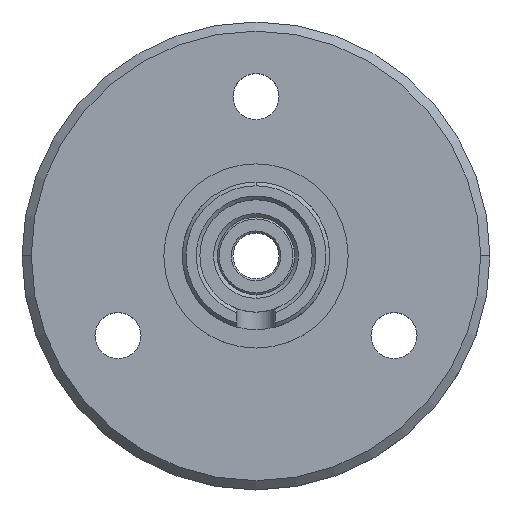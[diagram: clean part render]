
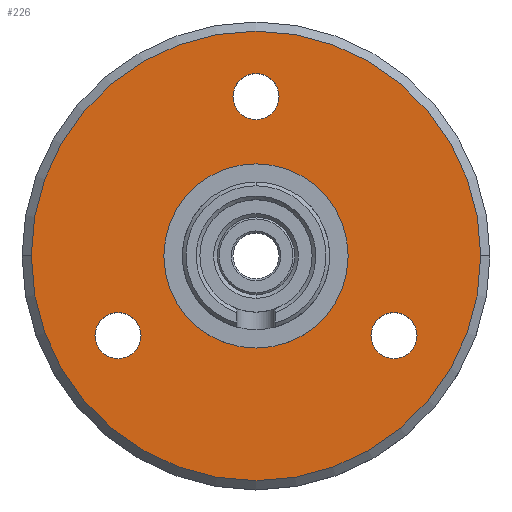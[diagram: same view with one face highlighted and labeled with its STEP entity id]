
A CAD part, top view. The second image highlights one B-rep face of the part: STEP entity #226.
In plain terms, the highlighted planar face has unit normal (0, 0, 1).
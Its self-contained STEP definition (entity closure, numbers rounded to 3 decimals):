
#14 = DIRECTION ( 'NONE',  ( 1., 0., 0. ) ) ;
#20 = CIRCLE ( 'NONE', #261, 1.25 ) ;
#23 = AXIS2_PLACEMENT_3D ( 'NONE', #1013, #1009, #989 ) ;
#24 = DIRECTION ( 'NONE',  ( 0., 0., 1. ) ) ;
#55 = CIRCLE ( 'NONE', #497, 1.25 ) ;
#57 = CARTESIAN_POINT ( 'NONE',  ( 11.045, -3.462, 27.2 ) ) ;
#59 = CARTESIAN_POINT ( 'NONE',  ( 3.554, 0.863, 27.2 ) ) ;
#102 = DIRECTION ( 'NONE',  ( -0.5, -0.866, 0. ) ) ;
#120 = DIRECTION ( 'NONE',  ( 0., 0., 1. ) ) ;
#122 = CIRCLE ( 'NONE', #1102, 12.2 ) ;
#131 = CARTESIAN_POINT ( 'NONE',  ( 11.045, -3.462, 27.2 ) ) ;
#134 = CARTESIAN_POINT ( 'NONE',  ( -5.187, -3.462, 27.2 ) ) ;
#196 = CIRCLE ( 'NONE', #1220, 1.25 ) ;
#198 = CIRCLE ( 'NONE', #1236, 1.25 ) ;
#207 = EDGE_LOOP ( 'NONE', ( #640, #1350 ) ) ;
#226 = ADVANCED_FACE ( 'NONE', ( #1637, #958, #275, #923, #617 ), #1050, .T. ) ;
#243 = VERTEX_POINT ( 'NONE', #1114 ) ;
#261 = AXIS2_PLACEMENT_3D ( 'NONE', #131, #120, #102 ) ;
#263 = EDGE_CURVE ( 'NONE', #1180, #952, #196, .T. ) ;
#275 = FACE_BOUND ( 'NONE', #1002, .T. ) ;
#337 = VERTEX_POINT ( 'NONE', #1217 ) ;
#360 = DIRECTION ( 'NONE',  ( 1., 0., 0. ) ) ;
#378 = ORIENTED_EDGE ( 'NONE', *, *, #1229, .T. ) ;
#412 = ORIENTED_EDGE ( 'NONE', *, *, #448, .F. ) ;
#446 = VERTEX_POINT ( 'NONE', #134 ) ;
#448 = EDGE_CURVE ( 'NONE', #977, #337, #560, .T. ) ;
#497 = AXIS2_PLACEMENT_3D ( 'NONE', #847, #1103, #1518 ) ;
#498 = CARTESIAN_POINT ( 'NONE',  ( 3.554, 0.863, 27.2 ) ) ;
#521 = VERTEX_POINT ( 'NONE', #1011 ) ;
#523 = DIRECTION ( 'NONE',  ( 1., 0., 0. ) ) ;
#546 = DIRECTION ( 'NONE',  ( 0., 0., 1. ) ) ;
#560 = CIRCLE ( 'NONE', #647, 4. ) ;
#566 = CARTESIAN_POINT ( 'NONE',  ( 12.295, -3.462, 27.2 ) ) ;
#612 = EDGE_CURVE ( 'NONE', #952, #1180, #20, .T. ) ;
#617 = FACE_BOUND ( 'NONE', #907, .T. ) ;
#635 = CARTESIAN_POINT ( 'NONE',  ( 7.554, 0.863, 27.2 ) ) ;
#640 = ORIENTED_EDGE ( 'NONE', *, *, #735, .F. ) ;
#647 = AXIS2_PLACEMENT_3D ( 'NONE', #498, #1041, #360 ) ;
#674 = CARTESIAN_POINT ( 'NONE',  ( 3.554, 9.513, 27.2 ) ) ;
#679 = ORIENTED_EDGE ( 'NONE', *, *, #612, .F. ) ;
#717 = ORIENTED_EDGE ( 'NONE', *, *, #986, .T. ) ;
#735 = EDGE_CURVE ( 'NONE', #243, #446, #198, .T. ) ;
#758 = VERTEX_POINT ( 'NONE', #822 ) ;
#792 = CARTESIAN_POINT ( 'NONE',  ( 4.804, 9.513, 27.2 ) ) ;
#794 = DIRECTION ( 'NONE',  ( 0., 0., 1. ) ) ;
#796 = AXIS2_PLACEMENT_3D ( 'NONE', #918, #794, #523 ) ;
#822 = CARTESIAN_POINT ( 'NONE',  ( -8.646, 0.863, 27.2 ) ) ;
#847 = CARTESIAN_POINT ( 'NONE',  ( -3.937, -3.462, 27.2 ) ) ;
#907 = EDGE_LOOP ( 'NONE', ( #1064, #412 ) ) ;
#913 = DIRECTION ( 'NONE',  ( 1., 0., 0. ) ) ;
#918 = CARTESIAN_POINT ( 'NONE',  ( 3.554, 0.863, 27.2 ) ) ;
#923 = FACE_OUTER_BOUND ( 'NONE', #1016, .T. ) ;
#929 = AXIS2_PLACEMENT_3D ( 'NONE', #674, #546, #1584 ) ;
#951 = VERTEX_POINT ( 'NONE', #792 ) ;
#952 = VERTEX_POINT ( 'NONE', #1069 ) ;
#953 = CARTESIAN_POINT ( 'NONE',  ( 3.554, 0.863, 27.2 ) ) ;
#958 = FACE_BOUND ( 'NONE', #1575, .T. ) ;
#969 = EDGE_CURVE ( 'NONE', #951, #521, #1597, .T. ) ;
#977 = VERTEX_POINT ( 'NONE', #635 ) ;
#986 = EDGE_CURVE ( 'NONE', #1683, #758, #122, .T. ) ;
#989 = DIRECTION ( 'NONE',  ( 1., 0., 0. ) ) ;
#998 = AXIS2_PLACEMENT_3D ( 'NONE', #59, #24, #14 ) ;
#1002 = EDGE_LOOP ( 'NONE', ( #1017, #1384 ) ) ;
#1009 = DIRECTION ( 'NONE',  ( 0., 0., 1. ) ) ;
#1011 = CARTESIAN_POINT ( 'NONE',  ( 2.304, 9.513, 27.2 ) ) ;
#1013 = CARTESIAN_POINT ( 'NONE',  ( 3.554, 9.513, 27.2 ) ) ;
#1015 = DIRECTION ( 'NONE',  ( -0.5, 0.866, 0. ) ) ;
#1016 = EDGE_LOOP ( 'NONE', ( #378, #717 ) ) ;
#1017 = ORIENTED_EDGE ( 'NONE', *, *, #969, .F. ) ;
#1041 = DIRECTION ( 'NONE',  ( 0., 0., 1. ) ) ;
#1050 = PLANE ( 'NONE',  #1121 ) ;
#1064 = ORIENTED_EDGE ( 'NONE', *, *, #1375, .F. ) ;
#1069 = CARTESIAN_POINT ( 'NONE',  ( 9.795, -3.462, 27.2 ) ) ;
#1102 = AXIS2_PLACEMENT_3D ( 'NONE', #953, #1166, #913 ) ;
#1103 = DIRECTION ( 'NONE',  ( 0., 0., 1. ) ) ;
#1111 = CARTESIAN_POINT ( 'NONE',  ( 15.754, 0.863, 27.2 ) ) ;
#1114 = CARTESIAN_POINT ( 'NONE',  ( -2.687, -3.462, 27.2 ) ) ;
#1121 = AXIS2_PLACEMENT_3D ( 'NONE', #1626, #1235, #1497 ) ;
#1166 = DIRECTION ( 'NONE',  ( 0., 0., 1. ) ) ;
#1180 = VERTEX_POINT ( 'NONE', #566 ) ;
#1208 = CIRCLE ( 'NONE', #796, 4. ) ;
#1210 = CARTESIAN_POINT ( 'NONE',  ( -3.937, -3.462, 27.2 ) ) ;
#1215 = DIRECTION ( 'NONE',  ( 0., 0., 1. ) ) ;
#1217 = CARTESIAN_POINT ( 'NONE',  ( -0.446, 0.863, 27.2 ) ) ;
#1220 = AXIS2_PLACEMENT_3D ( 'NONE', #57, #1223, #1663 ) ;
#1223 = DIRECTION ( 'NONE',  ( 0., 0., 1. ) ) ;
#1229 = EDGE_CURVE ( 'NONE', #758, #1683, #1413, .T. ) ;
#1235 = DIRECTION ( 'NONE',  ( 0., 0., 1. ) ) ;
#1236 = AXIS2_PLACEMENT_3D ( 'NONE', #1210, #1215, #1015 ) ;
#1287 = EDGE_CURVE ( 'NONE', #521, #951, #1645, .T. ) ;
#1350 = ORIENTED_EDGE ( 'NONE', *, *, #1553, .F. ) ;
#1375 = EDGE_CURVE ( 'NONE', #337, #977, #1208, .T. ) ;
#1384 = ORIENTED_EDGE ( 'NONE', *, *, #1287, .F. ) ;
#1413 = CIRCLE ( 'NONE', #998, 12.2 ) ;
#1497 = DIRECTION ( 'NONE',  ( 1., 0., 0. ) ) ;
#1518 = DIRECTION ( 'NONE',  ( -0.5, 0.866, 0. ) ) ;
#1553 = EDGE_CURVE ( 'NONE', #446, #243, #55, .T. ) ;
#1575 = EDGE_LOOP ( 'NONE', ( #1700, #679 ) ) ;
#1584 = DIRECTION ( 'NONE',  ( 1., 0., 0. ) ) ;
#1597 = CIRCLE ( 'NONE', #929, 1.25 ) ;
#1626 = CARTESIAN_POINT ( 'NONE',  ( 3.554, 0.863, 27.2 ) ) ;
#1637 = FACE_BOUND ( 'NONE', #207, .T. ) ;
#1645 = CIRCLE ( 'NONE', #23, 1.25 ) ;
#1663 = DIRECTION ( 'NONE',  ( -0.5, -0.866, 0. ) ) ;
#1683 = VERTEX_POINT ( 'NONE', #1111 ) ;
#1700 = ORIENTED_EDGE ( 'NONE', *, *, #263, .F. ) ;
